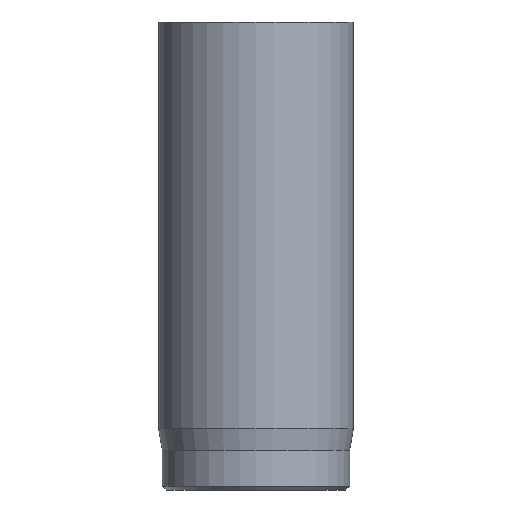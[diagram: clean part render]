
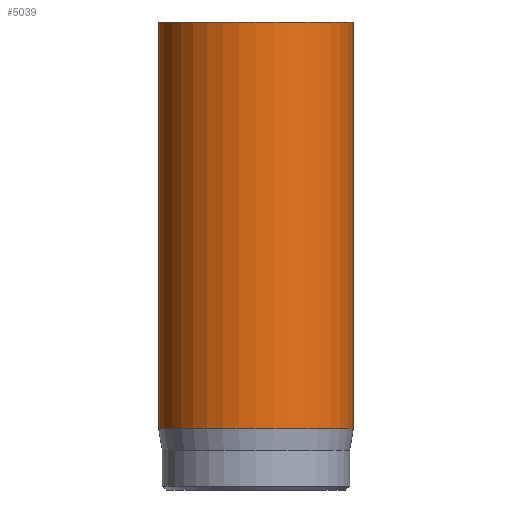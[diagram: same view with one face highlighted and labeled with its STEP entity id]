
A CAD part, front view. The second image highlights one B-rep face of the part: STEP entity #5039.
In plain terms, the highlighted cylindrical face has radius 2.5 mm (diameter 5 mm), a full revolution.
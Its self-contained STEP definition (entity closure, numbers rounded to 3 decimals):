
#31=CYLINDRICAL_SURFACE('',#5246,2.5);
#45=CIRCLE('',#5221,2.5);
#56=CIRCLE('',#5244,2.5);
#57=CIRCLE('',#5245,2.5);
#787=FACE_OUTER_BOUND('',#1080,.T.);
#1080=EDGE_LOOP('',(#4571,#4572,#4573,#4574,#4575));
#1495=LINE('',#9309,#1916);
#1916=VECTOR('',#5923,2.5);
#2397=VERTEX_POINT('',#9262);
#2409=VERTEX_POINT('',#9303);
#2410=VERTEX_POINT('',#9304);
#3118=EDGE_CURVE('',#2397,#2397,#45,.T.);
#3135=EDGE_CURVE('',#2409,#2410,#56,.T.);
#3136=EDGE_CURVE('',#2410,#2409,#57,.T.);
#3138=EDGE_CURVE('',#2397,#2409,#1495,.T.);
#4571=ORIENTED_EDGE('',*,*,#3118,.T.);
#4572=ORIENTED_EDGE('',*,*,#3138,.T.);
#4573=ORIENTED_EDGE('',*,*,#3135,.T.);
#4574=ORIENTED_EDGE('',*,*,#3136,.T.);
#4575=ORIENTED_EDGE('',*,*,#3138,.F.);
#5039=ADVANCED_FACE('',(#787),#31,.T.);
#5221=AXIS2_PLACEMENT_3D('',#9263,#5864,#5865);
#5244=AXIS2_PLACEMENT_3D('',#9305,#5916,#5917);
#5245=AXIS2_PLACEMENT_3D('',#9306,#5918,#5919);
#5246=AXIS2_PLACEMENT_3D('',#9308,#5921,#5922);
#5864=DIRECTION('center_axis',(0.,0.,-1.));
#5865=DIRECTION('ref_axis',(-1.,0.,0.));
#5916=DIRECTION('center_axis',(0.,0.,1.));
#5917=DIRECTION('ref_axis',(-1.,0.,0.));
#5918=DIRECTION('center_axis',(0.,0.,1.));
#5919=DIRECTION('ref_axis',(-1.,0.,0.));
#5921=DIRECTION('center_axis',(0.,0.,1.));
#5922=DIRECTION('ref_axis',(-1.,0.,0.));
#5923=DIRECTION('',(0.,0.,-1.));
#9262=CARTESIAN_POINT('',(2.5,0.,12.));
#9263=CARTESIAN_POINT('Origin',(0.,0.,12.));
#9303=CARTESIAN_POINT('',(2.5,0.,1.567));
#9304=CARTESIAN_POINT('',(-2.5,0.,1.567));
#9305=CARTESIAN_POINT('Origin',(0.,0.,1.567));
#9306=CARTESIAN_POINT('Origin',(0.,0.,1.567));
#9308=CARTESIAN_POINT('Origin',(0.,0.,0.));
#9309=CARTESIAN_POINT('',(2.5,0.,0.));
